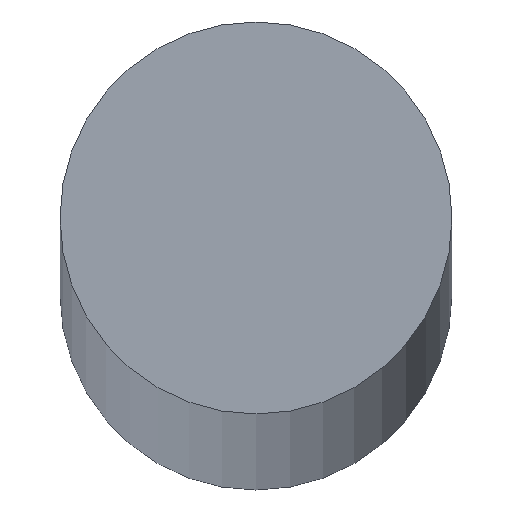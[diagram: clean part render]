
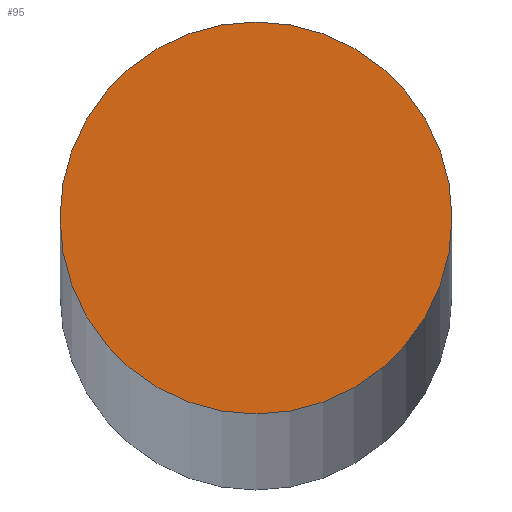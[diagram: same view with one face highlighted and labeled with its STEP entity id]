
A CAD part, top view. The second image highlights one B-rep face of the part: STEP entity #95.
In plain terms, the highlighted planar face has unit normal (0, 0, 1).
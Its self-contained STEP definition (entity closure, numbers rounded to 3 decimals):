
#40 = AXIS2_PLACEMENT_3D ( 'NONE', #169, #172, #159 ) ;
#43 = FACE_OUTER_BOUND ( 'NONE', #125, .T. ) ;
#59 = AXIS2_PLACEMENT_3D ( 'NONE', #133, #149, #154 ) ;
#62 = AXIS2_PLACEMENT_3D ( 'NONE', #161, #136, #152 ) ;
#77 = CIRCLE ( 'NONE', #40, 4.5 ) ;
#87 = EDGE_CURVE ( 'NONE', #129, #138, #96, .T. ) ;
#95 = ADVANCED_FACE ( 'NONE', ( #43 ), #158, .T. ) ;
#96 = CIRCLE ( 'NONE', #59, 4.5 ) ;
#99 = EDGE_CURVE ( 'NONE', #138, #129, #77, .T. ) ;
#125 = EDGE_LOOP ( 'NONE', ( #151, #173 ) ) ;
#129 = VERTEX_POINT ( 'NONE', #150 ) ;
#133 = CARTESIAN_POINT ( 'NONE',  ( 0., 0., 500. ) ) ;
#136 = DIRECTION ( 'NONE',  ( 0., 0., 1. ) ) ;
#138 = VERTEX_POINT ( 'NONE', #156 ) ;
#149 = DIRECTION ( 'NONE',  ( 0., 0., 1. ) ) ;
#150 = CARTESIAN_POINT ( 'NONE',  ( 4.5, 0., 500. ) ) ;
#151 = ORIENTED_EDGE ( 'NONE', *, *, #99, .T. ) ;
#152 = DIRECTION ( 'NONE',  ( 1., 0., 0. ) ) ;
#154 = DIRECTION ( 'NONE',  ( 1., 0., 0. ) ) ;
#156 = CARTESIAN_POINT ( 'NONE',  ( -4.5, 0., 500. ) ) ;
#158 = PLANE ( 'NONE',  #62 ) ;
#159 = DIRECTION ( 'NONE',  ( 1., 0., 0. ) ) ;
#161 = CARTESIAN_POINT ( 'NONE',  ( 0., 0., 500. ) ) ;
#169 = CARTESIAN_POINT ( 'NONE',  ( 0., 0., 500. ) ) ;
#172 = DIRECTION ( 'NONE',  ( 0., 0., 1. ) ) ;
#173 = ORIENTED_EDGE ( 'NONE', *, *, #87, .T. ) ;
